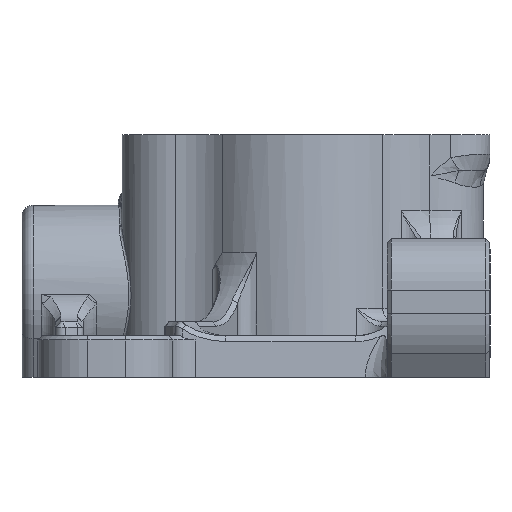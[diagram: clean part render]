
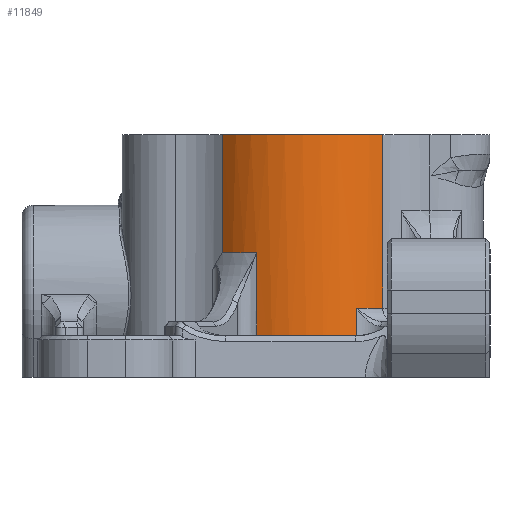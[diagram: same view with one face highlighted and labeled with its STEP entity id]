
A CAD part, left-side view. The second image highlights one B-rep face of the part: STEP entity #11849.
In plain terms, the highlighted cylindrical face has radius 8 mm (diameter 16 mm), a partial arc.
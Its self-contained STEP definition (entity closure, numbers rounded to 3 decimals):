
#1238=FACE_OUTER_BOUND('',#1997,.T.);
#1997=EDGE_LOOP('',(#10411,#10412,#10413,#10414,#10415,#10416,#10417,#10418));
#2788=LINE('',#19795,#3517);
#3186=LINE('',#35296,#3915);
#3196=LINE('',#35800,#3925);
#3241=LINE('',#36026,#3970);
#3517=VECTOR('',#13892,1000.);
#3915=VECTOR('',#15620,1000.);
#3925=VECTOR('',#15644,1000.);
#3970=VECTOR('',#15809,1000.);
#4492=CIRCLE('',#12802,8.);
#4576=CIRCLE('',#13006,8.);
#4577=CIRCLE('',#13007,8.);
#4578=CIRCLE('',#13008,8.);
#4788=VERTEX_POINT('',#18877);
#4953=VERTEX_POINT('',#19787);
#4954=VERTEX_POINT('',#19794);
#5405=VERTEX_POINT('',#30634);
#5453=VERTEX_POINT('',#32466);
#5470=VERTEX_POINT('',#33033);
#5558=VERTEX_POINT('',#35295);
#5599=VERTEX_POINT('',#36024);
#6149=EDGE_CURVE('',#4954,#4953,#2788,.T.);
#7003=EDGE_CURVE('',#5405,#5453,#4492,.T.);
#7178=EDGE_CURVE('',#5558,#5405,#3186,.T.);
#7198=EDGE_CURVE('',#5470,#4788,#3196,.T.);
#7273=EDGE_CURVE('',#5599,#5453,#3241,.T.);
#7292=EDGE_CURVE('',#4954,#5599,#4576,.T.);
#7293=EDGE_CURVE('',#4953,#5470,#4577,.T.);
#7294=EDGE_CURVE('',#4788,#5558,#4578,.T.);
#10411=ORIENTED_EDGE('',*,*,#7292,.F.);
#10412=ORIENTED_EDGE('',*,*,#6149,.T.);
#10413=ORIENTED_EDGE('',*,*,#7293,.T.);
#10414=ORIENTED_EDGE('',*,*,#7198,.T.);
#10415=ORIENTED_EDGE('',*,*,#7294,.T.);
#10416=ORIENTED_EDGE('',*,*,#7178,.T.);
#10417=ORIENTED_EDGE('',*,*,#7003,.T.);
#10418=ORIENTED_EDGE('',*,*,#7273,.F.);
#11202=CYLINDRICAL_SURFACE('',#13005,8.);
#11849=ADVANCED_FACE('',(#1238),#11202,.T.);
#12802=AXIS2_PLACEMENT_3D('',#32944,#15284,#15285);
#13005=AXIS2_PLACEMENT_3D('',#36063,#15855,#15856);
#13006=AXIS2_PLACEMENT_3D('',#36064,#15857,#15858);
#13007=AXIS2_PLACEMENT_3D('',#36065,#15859,#15860);
#13008=AXIS2_PLACEMENT_3D('',#36066,#15861,#15862);
#13892=DIRECTION('',(0.,0.,-1.));
#15284=DIRECTION('center_axis',(0.,0.,1.));
#15285=DIRECTION('ref_axis',(1.,0.,0.));
#15620=DIRECTION('',(0.,0.,1.));
#15644=DIRECTION('',(0.,0.,-1.));
#15809=DIRECTION('',(0.,0.,-1.));
#15855=DIRECTION('center_axis',(0.,0.,-1.));
#15856=DIRECTION('ref_axis',(-1.,0.,0.));
#15857=DIRECTION('center_axis',(0.,0.,1.));
#15858=DIRECTION('ref_axis',(1.,0.,0.));
#15859=DIRECTION('center_axis',(0.,0.,1.));
#15860=DIRECTION('ref_axis',(1.,0.,0.));
#15861=DIRECTION('center_axis',(0.,0.,1.));
#15862=DIRECTION('ref_axis',(1.,0.,0.));
#18877=CARTESIAN_POINT('',(-7.279,3.318,0.3));
#19787=CARTESIAN_POINT('',(-5.533,5.778,9.));
#19794=CARTESIAN_POINT('',(-5.533,5.778,17.5));
#19795=CARTESIAN_POINT('',(-5.533,5.778,17.5));
#30634=CARTESIAN_POINT('',(-7.,-3.874,5.));
#32466=CARTESIAN_POINT('',(-5.533,-5.778,5.));
#32944=CARTESIAN_POINT('Origin',(0.,0.,5.));
#33033=CARTESIAN_POINT('',(-7.279,3.318,9.));
#35295=CARTESIAN_POINT('',(-7.,-3.874,0.3));
#35296=CARTESIAN_POINT('',(-7.,-3.874,17.5));
#35800=CARTESIAN_POINT('',(-7.279,3.318,17.5));
#36024=CARTESIAN_POINT('',(-5.533,-5.778,17.5));
#36026=CARTESIAN_POINT('',(-5.533,-5.778,17.5));
#36063=CARTESIAN_POINT('Origin',(0.,0.,17.5));
#36064=CARTESIAN_POINT('Origin',(0.,0.,17.5));
#36065=CARTESIAN_POINT('Origin',(0.,0.,9.));
#36066=CARTESIAN_POINT('Origin',(0.,0.,0.3));
